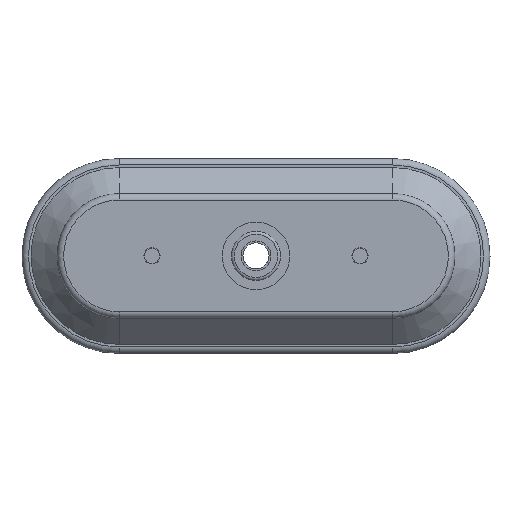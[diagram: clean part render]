
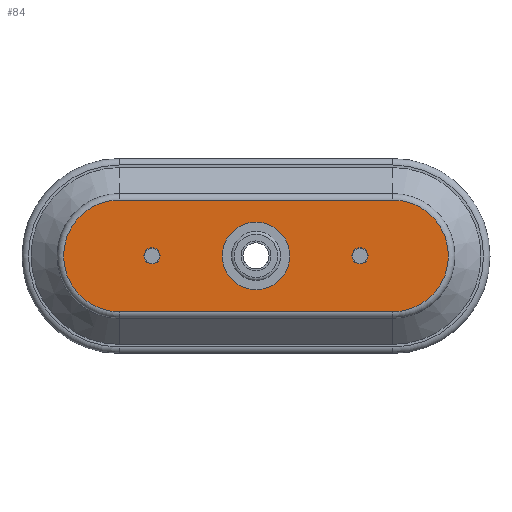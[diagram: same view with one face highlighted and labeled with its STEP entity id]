
A CAD part, top view. The second image highlights one B-rep face of the part: STEP entity #84.
In plain terms, the highlighted planar face has unit normal (0, 0, 1).
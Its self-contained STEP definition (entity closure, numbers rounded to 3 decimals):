
#84 = ADVANCED_FACE( '', ( #196, #197, #198, #199 ), #200, .T. );
#196 = FACE_BOUND( '', #420, .T. );
#197 = FACE_BOUND( '', #421, .T. );
#198 = FACE_OUTER_BOUND( '', #422, .T. );
#199 = FACE_BOUND( '', #423, .T. );
#200 = PLANE( '', #424 );
#420 = EDGE_LOOP( '', ( #709 ) );
#421 = EDGE_LOOP( '', ( #710 ) );
#422 = EDGE_LOOP( '', ( #711, #712, #713, #714 ) );
#423 = EDGE_LOOP( '', ( #715 ) );
#424 = AXIS2_PLACEMENT_3D( '', #716, #717, #718 );
#709 = ORIENTED_EDGE( '', *, *, #1397, .F. );
#710 = ORIENTED_EDGE( '', *, *, #1399, .T. );
#711 = ORIENTED_EDGE( '', *, *, #1400, .T. );
#712 = ORIENTED_EDGE( '', *, *, #1401, .T. );
#713 = ORIENTED_EDGE( '', *, *, #1402, .T. );
#714 = ORIENTED_EDGE( '', *, *, #1403, .T. );
#715 = ORIENTED_EDGE( '', *, *, #1404, .T. );
#716 = CARTESIAN_POINT( '', ( -52.5, -0.959, 23.5 ) );
#717 = DIRECTION( '', ( 0., 0., 1. ) );
#718 = DIRECTION( '', ( 1., 0., 0. ) );
#1397 = EDGE_CURVE( '', #1660, #1660, #1661, .T. );
#1399 = EDGE_CURVE( '', #1664, #1664, #1665, .T. );
#1400 = EDGE_CURVE( '', #1666, #1667, #1668, .T. );
#1401 = EDGE_CURVE( '', #1667, #1669, #1670, .T. );
#1402 = EDGE_CURVE( '', #1669, #1671, #1672, .T. );
#1403 = EDGE_CURVE( '', #1671, #1666, #1673, .T. );
#1404 = EDGE_CURVE( '', #1674, #1674, #1675, .T. );
#1660 = VERTEX_POINT( '', #2039 );
#1661 = CIRCLE( '', #2040, 13. );
#1664 = VERTEX_POINT( '', #2043 );
#1665 = CIRCLE( '', #2044, 3.1 );
#1666 = VERTEX_POINT( '', #2045 );
#1667 = VERTEX_POINT( '', #2046 );
#1668 = CIRCLE( '', #2047, 21.5 );
#1669 = VERTEX_POINT( '', #2048 );
#1670 = LINE( '', #2049, #2050 );
#1671 = VERTEX_POINT( '', #2051 );
#1672 = CIRCLE( '', #2052, 21.5 );
#1673 = LINE( '', #2053, #2054 );
#1674 = VERTEX_POINT( '', #2055 );
#1675 = CIRCLE( '', #2056, 3.1 );
#2039 = CARTESIAN_POINT( '', ( 13., 0., 23.5 ) );
#2040 = AXIS2_PLACEMENT_3D( '', #2488, #2489, #2490 );
#2043 = CARTESIAN_POINT( '', ( 40., -3.1, 23.5 ) );
#2044 = AXIS2_PLACEMENT_3D( '', #2494, #2495, #2496 );
#2045 = CARTESIAN_POINT( '', ( 52.5, -21.5, 23.5 ) );
#2046 = CARTESIAN_POINT( '', ( 52.5, 21.5, 23.5 ) );
#2047 = AXIS2_PLACEMENT_3D( '', #2497, #2498, #2499 );
#2048 = CARTESIAN_POINT( '', ( -52.5, 21.5, 23.5 ) );
#2049 = CARTESIAN_POINT( '', ( -52.5, 21.5, 23.5 ) );
#2050 = VECTOR( '', #2500, 1000. );
#2051 = CARTESIAN_POINT( '', ( -52.5, -21.5, 23.5 ) );
#2052 = AXIS2_PLACEMENT_3D( '', #2501, #2502, #2503 );
#2053 = CARTESIAN_POINT( '', ( -52.5, -21.5, 23.5 ) );
#2054 = VECTOR( '', #2504, 1000. );
#2055 = CARTESIAN_POINT( '', ( -40., -3.1, 23.5 ) );
#2056 = AXIS2_PLACEMENT_3D( '', #2505, #2506, #2507 );
#2488 = CARTESIAN_POINT( '', ( 0., 0., 23.5 ) );
#2489 = DIRECTION( '', ( 0., 0., 1. ) );
#2490 = DIRECTION( '', ( 1., 0., 0. ) );
#2494 = CARTESIAN_POINT( '', ( 40., 0., 23.5 ) );
#2495 = DIRECTION( '', ( 0., 0., -1. ) );
#2496 = DIRECTION( '', ( 0., -1., 0. ) );
#2497 = CARTESIAN_POINT( '', ( 52.5, 0., 23.5 ) );
#2498 = DIRECTION( '', ( 0., 0., 1. ) );
#2499 = DIRECTION( '', ( 1., 0., 0. ) );
#2500 = DIRECTION( '', ( -1., 0., 0. ) );
#2501 = CARTESIAN_POINT( '', ( -52.5, 0., 23.5 ) );
#2502 = DIRECTION( '', ( 0., 0., 1. ) );
#2503 = DIRECTION( '', ( 1., 0., 0. ) );
#2504 = DIRECTION( '', ( 1., 0., 0. ) );
#2505 = CARTESIAN_POINT( '', ( -40., 0., 23.5 ) );
#2506 = DIRECTION( '', ( 0., 0., -1. ) );
#2507 = DIRECTION( '', ( 0., -1., 0. ) );
